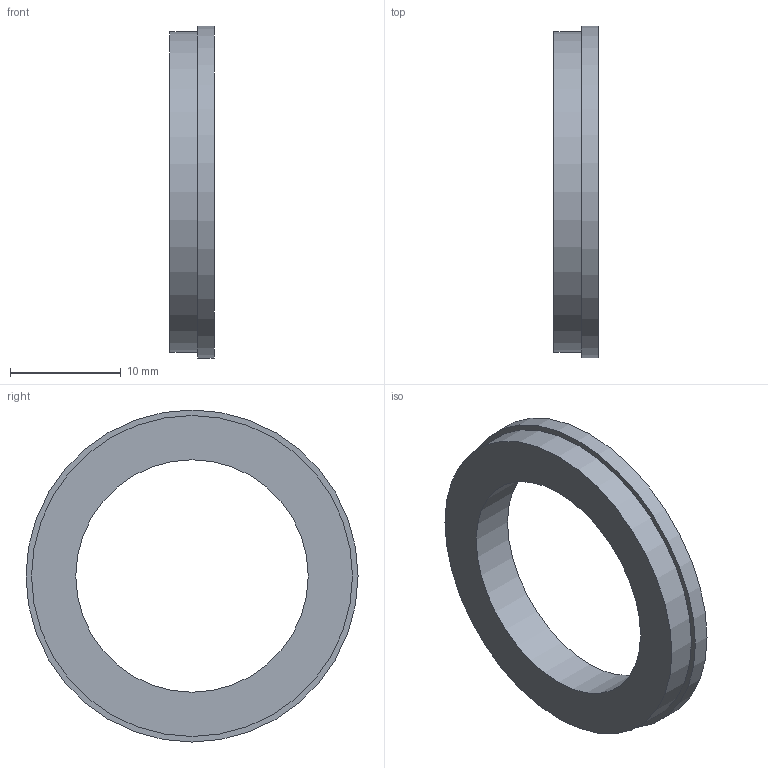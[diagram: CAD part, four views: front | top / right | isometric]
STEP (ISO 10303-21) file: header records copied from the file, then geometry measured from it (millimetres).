
FILE_DESCRIPTION(/* description */ ('GUMMIDICHTRING'),/* implementation_level */ '2;1');
FILE_NAME(/* name */ 'sgor_n.stp',/* time_stamp */ '2020-04-08T07:44:06+02:00',/* author */ ('ertl'),/* organization */ (''),/* preprocessor_version */ 'ST-DEVELOPER v17',/* originating_system */ 'Autodesk Inventor 2018',/* authorisation */ '1326,14 mm^3');
FILE_SCHEMA (('AUTOMOTIVE_DESIGN { 1 0 10303 214 3 1 1 }'));
Length unit declared in the file: millimetre
Products named in the file (1): 20050602B0000005-00
Bounding box: 4 x 30 x 30 mm (x, y, z)
Volume: 1326.1 mm3; surface area: 1354 mm2
Topology: 1 solids, 1 shells, 6 faces, 11 edges, 8 vertices
Faces by surface type: plane 3, cylinder 3
Full cylindrical faces by diameter (mm): 21 x1, 29 x1, 30 x1
Entity records: 202 total; most frequent: DIRECTION 33, CARTESIAN_POINT 26, ORIENTED_EDGE 22, AXIS2_PLACEMENT_3D 15, EDGE_CURVE 11, EDGE_LOOP 9, CIRCLE 8, VERTEX_POINT 8
